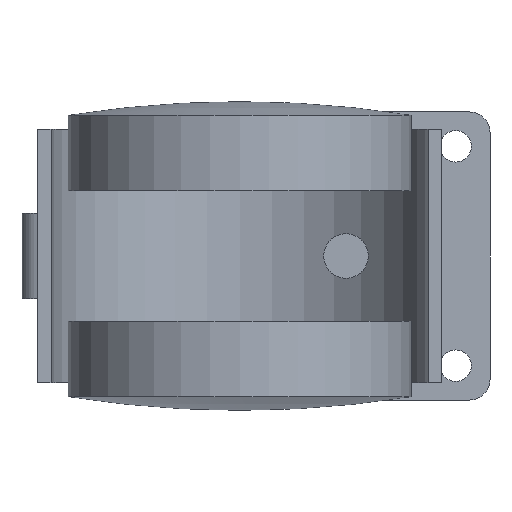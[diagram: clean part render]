
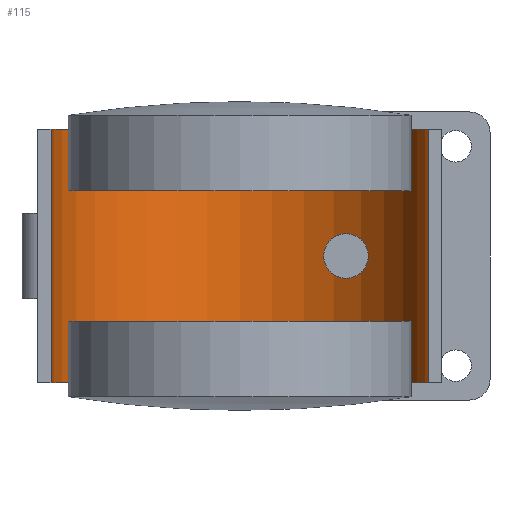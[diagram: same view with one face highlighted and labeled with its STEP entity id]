
A CAD part, front view. The second image highlights one B-rep face of the part: STEP entity #115.
In plain terms, the highlighted cylindrical face has radius 27.5 mm (diameter 55 mm), a partial arc.
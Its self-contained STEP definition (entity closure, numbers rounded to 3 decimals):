
#49 = CYLINDRICAL_SURFACE ( 'NONE', #1767, 27.5 ) ;
#115 = ADVANCED_FACE ( 'NONE', ( #2434 ), #49, .F. ) ;
#249 = DIRECTION ( 'NONE',  ( 0., 0., -1. ) ) ;
#328 = EDGE_CURVE ( 'NONE', #1811, #1626, #392, .T. ) ;
#392 = LINE ( 'NONE', #1260, #2539 ) ;
#627 = CIRCLE ( 'NONE', #2179, 27.5 ) ;
#628 = DIRECTION ( 'NONE',  ( 0., 0., -1. ) ) ;
#652 = ORIENTED_EDGE ( 'NONE', *, *, #328, .F. ) ;
#735 = DIRECTION ( 'NONE',  ( 0., 0., -1. ) ) ;
#743 = DIRECTION ( 'NONE',  ( 0., 0., -1. ) ) ;
#770 = CARTESIAN_POINT ( 'NONE',  ( 27.5, 0., 18.5 ) ) ;
#785 = EDGE_LOOP ( 'NONE', ( #1704, #652, #2226, #899 ) ) ;
#859 = VECTOR ( 'NONE', #2473, 1000. ) ;
#899 = ORIENTED_EDGE ( 'NONE', *, *, #2744, .T. ) ;
#939 = CIRCLE ( 'NONE', #1601, 27.5 ) ;
#1260 = CARTESIAN_POINT ( 'NONE',  ( 27.5, 0., 18.5 ) ) ;
#1307 = EDGE_CURVE ( 'NONE', #2221, #1626, #939, .T. ) ;
#1430 = EDGE_CURVE ( 'NONE', #1640, #1811, #627, .T. ) ;
#1456 = CARTESIAN_POINT ( 'NONE',  ( -27.5, 0., 18.5 ) ) ;
#1560 = DIRECTION ( 'NONE',  ( -1., 0., 0. ) ) ;
#1601 = AXIS2_PLACEMENT_3D ( 'NONE', #2639, #249, #1560 ) ;
#1626 = VERTEX_POINT ( 'NONE', #2609 ) ;
#1638 = LINE ( 'NONE', #1456, #859 ) ;
#1640 = VERTEX_POINT ( 'NONE', #1809 ) ;
#1704 = ORIENTED_EDGE ( 'NONE', *, *, #1307, .T. ) ;
#1767 = AXIS2_PLACEMENT_3D ( 'NONE', #1807, #735, #2392 ) ;
#1807 = CARTESIAN_POINT ( 'NONE',  ( 0., 0., 18.5 ) ) ;
#1809 = CARTESIAN_POINT ( 'NONE',  ( -27.5, 0., 18.5 ) ) ;
#1811 = VERTEX_POINT ( 'NONE', #770 ) ;
#2045 = CARTESIAN_POINT ( 'NONE',  ( 0., 0., 18.5 ) ) ;
#2179 = AXIS2_PLACEMENT_3D ( 'NONE', #2045, #743, #2222 ) ;
#2221 = VERTEX_POINT ( 'NONE', #2467 ) ;
#2222 = DIRECTION ( 'NONE',  ( -1., 0., 0. ) ) ;
#2226 = ORIENTED_EDGE ( 'NONE', *, *, #1430, .F. ) ;
#2392 = DIRECTION ( 'NONE',  ( -1., 0., 0. ) ) ;
#2434 = FACE_OUTER_BOUND ( 'NONE', #785, .T. ) ;
#2467 = CARTESIAN_POINT ( 'NONE',  ( -27.5, 0., -18.5 ) ) ;
#2473 = DIRECTION ( 'NONE',  ( 0., 0., -1. ) ) ;
#2539 = VECTOR ( 'NONE', #628, 1000. ) ;
#2609 = CARTESIAN_POINT ( 'NONE',  ( 27.5, 0., -18.5 ) ) ;
#2639 = CARTESIAN_POINT ( 'NONE',  ( 0., 0., -18.5 ) ) ;
#2744 = EDGE_CURVE ( 'NONE', #1640, #2221, #1638, .T. ) ;
